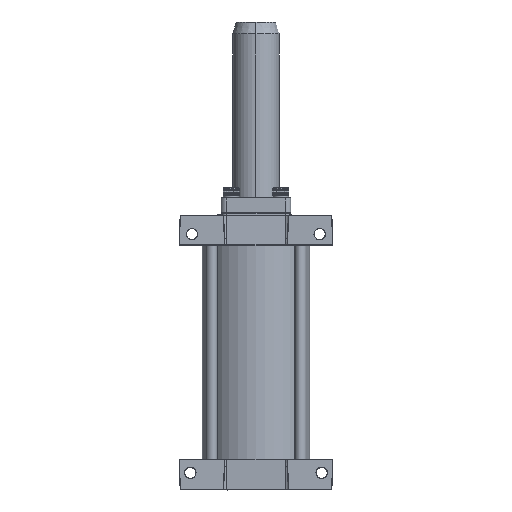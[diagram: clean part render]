
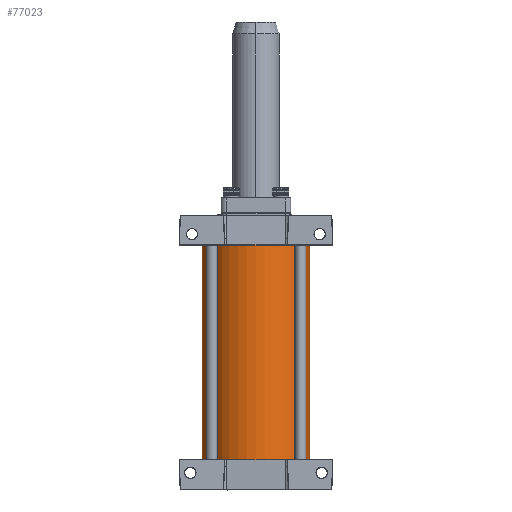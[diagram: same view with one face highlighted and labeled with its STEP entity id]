
A CAD part, front view. The second image highlights one B-rep face of the part: STEP entity #77023.
In plain terms, the highlighted cylindrical face has radius 54 mm (diameter 108 mm), a partial arc.
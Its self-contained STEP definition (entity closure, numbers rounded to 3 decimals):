
#580 = EDGE_CURVE ( 'NONE', #8201, #8206, #64444, .T. ) ;
#584 = EDGE_CURVE ( 'NONE', #8203, #8208, #64449, .T. ) ;
#2515 = ORIENTED_EDGE ( 'NONE', *, *, #580, .F. ) ;
#2517 = ORIENTED_EDGE ( 'NONE', *, *, #47263, .F. ) ;
#2519 = ORIENTED_EDGE ( 'NONE', *, *, #584, .T. ) ;
#2521 = ORIENTED_EDGE ( 'NONE', *, *, #47095, .T. ) ;
#8201 = VERTEX_POINT ( 'NONE', #10564 ) ;
#8203 = VERTEX_POINT ( 'NONE', #10566 ) ;
#8206 = VERTEX_POINT ( 'NONE', #10577 ) ;
#8208 = VERTEX_POINT ( 'NONE', #10580 ) ;
#10564 = CARTESIAN_POINT ( 'NONE',  ( 23.5, 61.944, -216. ) ) ;
#10566 = CARTESIAN_POINT ( 'NONE',  ( 131.5, 61.944, -216. ) ) ;
#10577 = CARTESIAN_POINT ( 'NONE',  ( 23.5, 61.944, 0. ) ) ;
#10580 = CARTESIAN_POINT ( 'NONE',  ( 131.5, 61.944, 0. ) ) ;
#17826 = CARTESIAN_POINT ( 'NONE',  ( 77.5, 61.944, -216. ) ) ;
#17827 = DIRECTION ( 'NONE',  ( 0., 0., 1. ) ) ;
#17828 = DIRECTION ( 'NONE',  ( 1., 0., 0. ) ) ;
#33562 = AXIS2_PLACEMENT_3D ( 'NONE', #37251, #37252, #37253 ) ;
#33580 = AXIS2_PLACEMENT_3D ( 'NONE', #37552, #37553, #37554 ) ;
#36229 = CIRCLE ( 'NONE', #33562, 54. ) ;
#36351 = CIRCLE ( 'NONE', #33580, 54. ) ;
#37251 = CARTESIAN_POINT ( 'NONE',  ( 77.5, 61.944, 0. ) ) ;
#37252 = DIRECTION ( 'NONE',  ( 0., 0., -1. ) ) ;
#37253 = DIRECTION ( 'NONE',  ( 1., 0., 0. ) ) ;
#37552 = CARTESIAN_POINT ( 'NONE',  ( 77.5, 61.944, -216. ) ) ;
#37553 = DIRECTION ( 'NONE',  ( 0., 0., -1. ) ) ;
#37554 = DIRECTION ( 'NONE',  ( -1., 0., 0. ) ) ;
#47095 = EDGE_CURVE ( 'NONE', #8208, #8206, #36229, .T. ) ;
#47263 = EDGE_CURVE ( 'NONE', #8203, #8201, #36351, .T. ) ;
#59343 = EDGE_LOOP ( 'NONE', ( #2515, #2517, #2519, #2521 ) ) ;
#64444 = LINE ( 'NONE', #66625, #64446 ) ;
#64446 = VECTOR ( 'NONE', #66626, 1000. ) ;
#64449 = LINE ( 'NONE', #66636, #64451 ) ;
#64451 = VECTOR ( 'NONE', #66637, 1000. ) ;
#66625 = CARTESIAN_POINT ( 'NONE',  ( 23.5, 61.944, -216. ) ) ;
#66626 = DIRECTION ( 'NONE',  ( 0., 0., 1. ) ) ;
#66636 = CARTESIAN_POINT ( 'NONE',  ( 131.5, 61.944, -216. ) ) ;
#66637 = DIRECTION ( 'NONE',  ( 0., 0., 1. ) ) ;
#71911 = AXIS2_PLACEMENT_3D ( 'NONE', #17826, #17827, #17828 ) ;
#75872 = FACE_OUTER_BOUND ( 'NONE', #59343, .T. ) ;
#75873 = CYLINDRICAL_SURFACE ( 'NONE', #71911, 54. ) ;
#77023 = ADVANCED_FACE ( 'NONE', ( #75872 ), #75873, .T. ) ;
